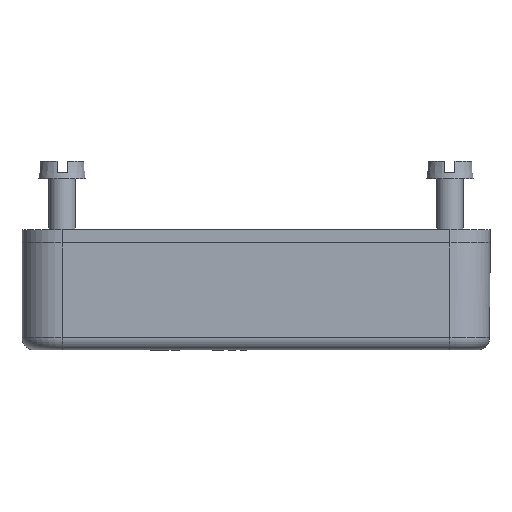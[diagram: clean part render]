
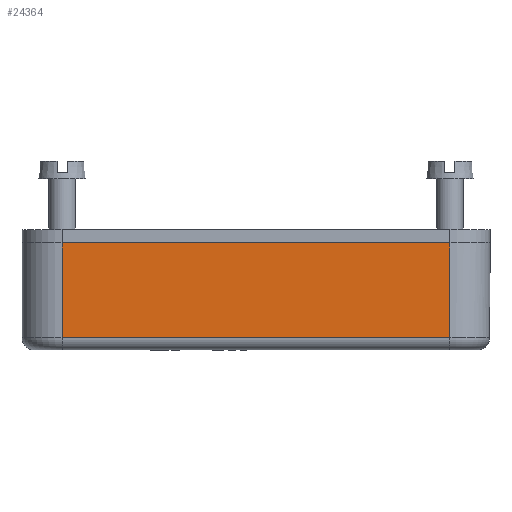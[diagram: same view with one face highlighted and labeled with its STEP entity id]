
A CAD part, left-side view. The second image highlights one B-rep face of the part: STEP entity #24364.
In plain terms, the highlighted planar face has unit normal (-1, 0, 0).
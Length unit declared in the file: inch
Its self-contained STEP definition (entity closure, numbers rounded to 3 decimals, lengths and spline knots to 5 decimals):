
#1463=PLANE($,#25762);
#1640=LINE($,#32404,#4515);
#4293=LINE($,#40295,#7168);
#4311=LINE($,#40379,#7186);
#4314=LINE($,#40385,#7189);
#4515=VECTOR($,#26438,2.284);
#7168=VECTOR($,#31249,2.284);
#7186=VECTOR($,#31357,0.55913);
#7189=VECTOR($,#31366,0.55913);
#8634=FACE_OUTER_BOUND($,#10014,.T.);
#10014=EDGE_LOOP($,(#22727,#22728,#22729,#22730));
#10561=VERTEX_POINT($,#32396);
#10563=VERTEX_POINT($,#32402);
#12554=VERTEX_POINT($,#40292);
#12555=VERTEX_POINT($,#40294);
#12945=EDGE_CURVE($,#10563,#10561,#1640,.T.);
#15951=EDGE_CURVE($,#12555,#12554,#4293,.T.);
#15989=EDGE_CURVE($,#10561,#12554,#4311,.T.);
#15992=EDGE_CURVE($,#12555,#10563,#4314,.T.);
#22727=ORIENTED_EDGE($,*,*,#12945,.F.);
#22728=ORIENTED_EDGE($,*,*,#15992,.F.);
#22729=ORIENTED_EDGE($,*,*,#15951,.T.);
#22730=ORIENTED_EDGE($,*,*,#15989,.F.);
#24364=ADVANCED_FACE($,(#8634),#1463,.T.);
#25762=AXIS2_PLACEMENT_3D($,#40386,#31367,#31368);
#26438=DIRECTION($,(0.,1.,0.));
#31249=DIRECTION($,(0.,1.,0.));
#31357=DIRECTION($,(0.,0.,1.));
#31366=DIRECTION($,(0.,0.,-1.));
#31367=DIRECTION('center_axis',(-1.,0.,0.));
#31368=DIRECTION('ref_axis',(0.,0.,1.));
#32396=CARTESIAN_POINT('',(0.,2.52,0.07087));
#32402=CARTESIAN_POINT('',(0.,0.236,0.07087));
#32404=CARTESIAN_POINT($,(0.,0.236,0.07087));
#40292=CARTESIAN_POINT('',(0.,2.52,0.63));
#40294=CARTESIAN_POINT('',(0.,0.236,0.63));
#40295=CARTESIAN_POINT($,(0.,0.236,0.63));
#40379=CARTESIAN_POINT($,(0.,2.52,0.07087));
#40385=CARTESIAN_POINT($,(0.,0.236,0.63));
#40386=CARTESIAN_POINT('Origin',(0.,0.,0.));
